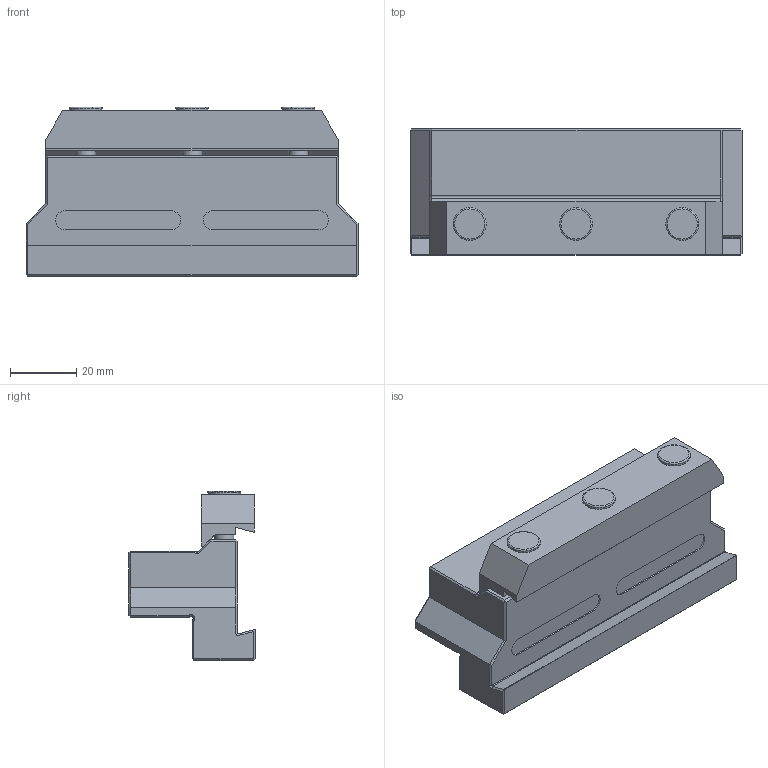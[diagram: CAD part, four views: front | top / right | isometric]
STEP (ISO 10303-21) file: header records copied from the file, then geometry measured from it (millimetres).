
FILE_DESCRIPTION(/* description */ (''),/* implementation_level */ '2;1');
FILE_NAME(/* name */ 'ALBU-20-32-H.stp',/* time_stamp */ '2024-01-02T10:39:22+03:00',/* author */ (''),/* organization */ (''),/* preprocessor_version */ 'ST-DEVELOPER v19.4',/* originating_system */ 'SIEMENS PLM Software NX2306.3001',/* authorisation */ '');
FILE_SCHEMA (('AUTOMOTIVE_DESIGN { 1 0 10303 214 3 1 1 1 }'));
Length unit declared in the file: millimetre
Products named in the file (1): ALBU-20-32-H_objects
Bounding box: 100 x 38 x 51 mm (x, y, z)
Volume: 101646.2 mm3; surface area: 21160.2 mm2
Topology: 1 solids, 1 shells, 114 faces, 267 edges, 157 vertices
Faces by surface type: plane 91, cylinder 14, cone 6, torus 3
Full cylindrical faces by diameter (mm): 5.9 x3, 9.9 x3
Entity records: 3118 total; most frequent: DIRECTION 525, CARTESIAN_POINT 524, ORIENTED_EDGE 510, EDGE_CURVE 255, LINE 215, VECTOR 215, AXIS2_PLACEMENT_3D 155, VERTEX_POINT 154
